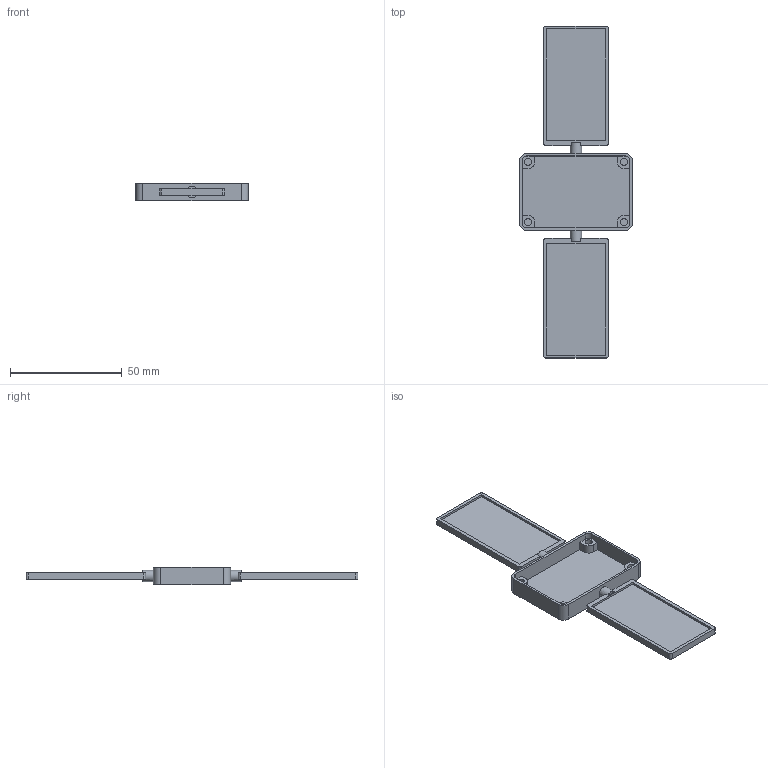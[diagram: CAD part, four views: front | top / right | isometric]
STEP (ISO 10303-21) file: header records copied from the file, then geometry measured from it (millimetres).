
FILE_DESCRIPTION(('FreeCAD Model'),'2;1');
FILE_NAME('Open CASCADE Shape Model','2025-07-30T19:15:03',('Author'),( ''),'Open CASCADE STEP processor 7.8','FreeCAD','Unknown');
FILE_SCHEMA(('AUTOMOTIVE_DESIGN { 1 0 10303 214 1 1 1 1 }'));
Length unit declared in the file: millimetre
Products named in the file (4): v0_FlatSat_Sat; Body; SolarPanel2; SolarPanel1
Assembly tree (3 placements, depth 2):
  v0_FlatSat_Sat
    Body
    SolarPanel2
    SolarPanel1
Bounding box: 50.5 x 148.5 x 8 mm (x, y, z)
Volume: 10445 mm3; surface area: 13635.6 mm2
Topology: 3 solids, 3 shells, 83 faces, 210 edges, 140 vertices
Faces by surface type: plane 57, cylinder 26
Full cylindrical faces by diameter (mm): 3.2 x4, 5 x2
Entity records: 2597 total; most frequent: DIRECTION 444, CARTESIAN_POINT 437, ORIENTED_EDGE 420, EDGE_CURVE 210, LINE 150, VECTOR 150, AXIS2_PLACEMENT_3D 147, VERTEX_POINT 140
